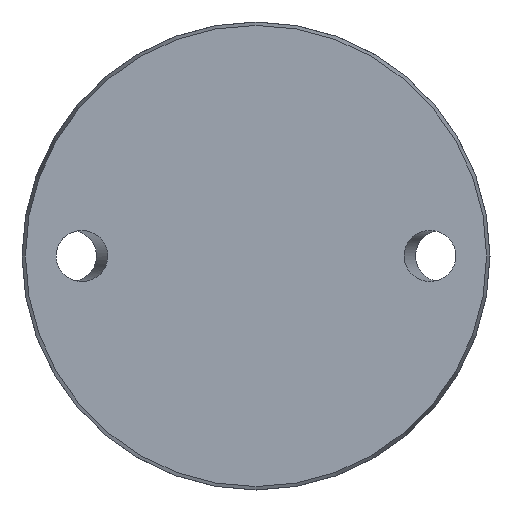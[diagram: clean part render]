
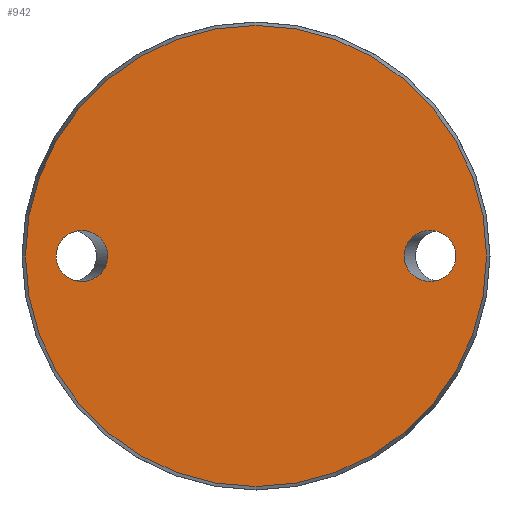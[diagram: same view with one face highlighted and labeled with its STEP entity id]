
A CAD part, front view. The second image highlights one B-rep face of the part: STEP entity #942.
In plain terms, the highlighted planar face has unit normal (0, -1, 0).
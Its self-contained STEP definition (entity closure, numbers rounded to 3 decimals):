
#20 = EDGE_LOOP ( 'NONE', ( #465 ) ) ;
#121 =( BOUNDED_CURVE ( )  B_SPLINE_CURVE ( 3, ( #283, #520, #134, #364, #300, #887, #208 ),
 .UNSPECIFIED., .T., .F. ) 
 B_SPLINE_CURVE_WITH_KNOTS ( ( 4, 3, 4 ),
 ( 0., 3.142, 6.283 ),
 .UNSPECIFIED. ) 
 CURVE ( )  GEOMETRIC_REPRESENTATION_ITEM ( )  RATIONAL_B_SPLINE_CURVE ( ( 1., 0.333, 0.333, 1., 0.333, 0.333, 1. ) ) 
 REPRESENTATION_ITEM ( '' )  );
#124 = CARTESIAN_POINT ( 'NONE',  ( -38.425, 0., 0. ) ) ;
#134 = CARTESIAN_POINT ( 'NONE',  ( 33.309, 0., -8.5 ) ) ;
#157 = EDGE_LOOP ( 'NONE', ( #484 ) ) ;
#195 = CARTESIAN_POINT ( 'NONE',  ( -33.309, 0., 0. ) ) ;
#208 = CARTESIAN_POINT ( 'NONE',  ( 24.691, 0., 0. ) ) ;
#211 = AXIS2_PLACEMENT_3D ( 'NONE', #617, #529, #395 ) ;
#265 = CARTESIAN_POINT ( 'NONE',  ( 0., 0., -38.425 ) ) ;
#273 = VERTEX_POINT ( 'NONE', #195 ) ;
#283 = CARTESIAN_POINT ( 'NONE',  ( 24.691, 0., 0. ) ) ;
#298 = EDGE_CURVE ( 'NONE', #353, #353, #121, .T. ) ;
#300 = CARTESIAN_POINT ( 'NONE',  ( 33.309, 0., 8.5 ) ) ;
#337 = FACE_BOUND ( 'NONE', #157, .T. ) ;
#353 = VERTEX_POINT ( 'NONE', #562 ) ;
#364 = CARTESIAN_POINT ( 'NONE',  ( 33.309, 0., 0. ) ) ;
#395 = DIRECTION ( 'NONE',  ( 0., 0., -1. ) ) ;
#397 = CARTESIAN_POINT ( 'NONE',  ( -33.309, 0., -8.5 ) ) ;
#413 = VERTEX_POINT ( 'NONE', #265 ) ;
#465 = ORIENTED_EDGE ( 'NONE', *, *, #298, .F. ) ;
#484 = ORIENTED_EDGE ( 'NONE', *, *, #878, .T. ) ;
#485 = PLANE ( 'NONE',  #657 ) ;
#510 = CIRCLE ( 'NONE', #211, 38.425 ) ;
#520 = CARTESIAN_POINT ( 'NONE',  ( 24.691, 0., -8.5 ) ) ;
#529 = DIRECTION ( 'NONE',  ( 0., -1., 0. ) ) ;
#536 = EDGE_CURVE ( 'NONE', #413, #413, #510, .T. ) ;
#540 = CARTESIAN_POINT ( 'NONE',  ( -33.309, 0., 0. ) ) ;
#548 = CARTESIAN_POINT ( 'NONE',  ( -33.309, 0., 8.5 ) ) ;
#562 = CARTESIAN_POINT ( 'NONE',  ( 24.691, 0., 0. ) ) ;
#583 = FACE_OUTER_BOUND ( 'NONE', #893, .T. ) ;
#617 = CARTESIAN_POINT ( 'NONE',  ( 0., 0., 0. ) ) ;
#633 = FACE_BOUND ( 'NONE', #20, .T. ) ;
#657 = AXIS2_PLACEMENT_3D ( 'NONE', #124, #720, #864 ) ;
#662 =( BOUNDED_CURVE ( )  B_SPLINE_CURVE ( 3, ( #901, #548, #842, #912, #897, #397, #540 ),
 .UNSPECIFIED., .T., .F. ) 
 B_SPLINE_CURVE_WITH_KNOTS ( ( 4, 3, 4 ),
 ( 0., 3.142, 6.283 ),
 .UNSPECIFIED. ) 
 CURVE ( )  GEOMETRIC_REPRESENTATION_ITEM ( )  RATIONAL_B_SPLINE_CURVE ( ( 1., 0.333, 0.333, 1., 0.333, 0.333, 1. ) ) 
 REPRESENTATION_ITEM ( '' )  );
#720 = DIRECTION ( 'NONE',  ( 0., 1., 0. ) ) ;
#792 = ORIENTED_EDGE ( 'NONE', *, *, #536, .T. ) ;
#842 = CARTESIAN_POINT ( 'NONE',  ( -24.691, 0., 8.5 ) ) ;
#864 = DIRECTION ( 'NONE',  ( 0., 0., 1. ) ) ;
#878 = EDGE_CURVE ( 'NONE', #273, #273, #662, .T. ) ;
#887 = CARTESIAN_POINT ( 'NONE',  ( 24.691, 0., 8.5 ) ) ;
#893 = EDGE_LOOP ( 'NONE', ( #792 ) ) ;
#897 = CARTESIAN_POINT ( 'NONE',  ( -24.691, 0., -8.5 ) ) ;
#901 = CARTESIAN_POINT ( 'NONE',  ( -33.309, 0., 0. ) ) ;
#912 = CARTESIAN_POINT ( 'NONE',  ( -24.691, 0., 0. ) ) ;
#942 = ADVANCED_FACE ( 'NONE', ( #337, #633, #583 ), #485, .F. ) ;
